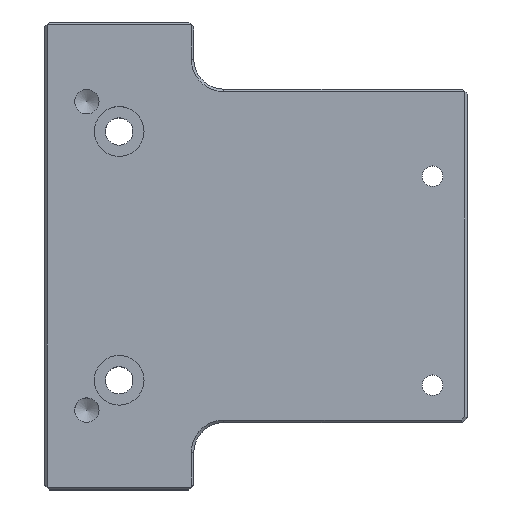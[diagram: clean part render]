
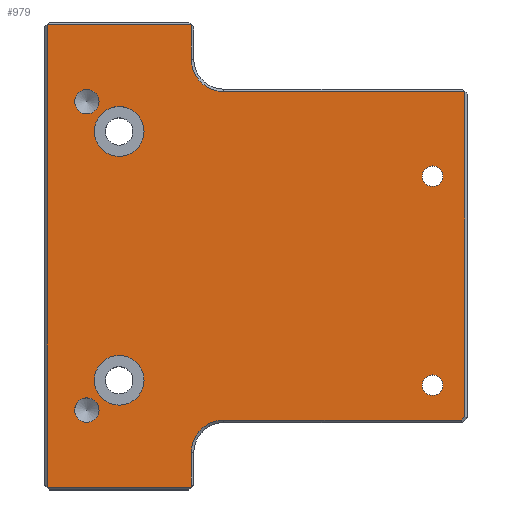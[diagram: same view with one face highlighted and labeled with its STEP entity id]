
A CAD part, top view. The second image highlights one B-rep face of the part: STEP entity #979.
In plain terms, the highlighted planar face has unit normal (0, 0, 1).
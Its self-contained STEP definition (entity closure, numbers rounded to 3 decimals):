
#38=LINE('',#1308,#102);
#39=LINE('',#1311,#103);
#40=LINE('',#1313,#104);
#41=LINE('',#1315,#105);
#42=LINE('',#1317,#106);
#43=LINE('',#1321,#107);
#44=LINE('',#1323,#108);
#45=LINE('',#1325,#109);
#46=LINE('',#1327,#110);
#102=VECTOR('',#1110,1000.);
#103=VECTOR('',#1111,1000.);
#104=VECTOR('',#1112,1000.);
#105=VECTOR('',#1113,1000.);
#106=VECTOR('',#1114,1000.);
#107=VECTOR('',#1117,1000.);
#108=VECTOR('',#1118,1000.);
#109=VECTOR('',#1119,1000.);
#110=VECTOR('',#1120,1000.);
#166=ORIENTED_EDGE('',*,*,#342,.T.);
#167=ORIENTED_EDGE('',*,*,#343,.T.);
#168=ORIENTED_EDGE('',*,*,#344,.T.);
#169=ORIENTED_EDGE('',*,*,#345,.T.);
#170=ORIENTED_EDGE('',*,*,#346,.T.);
#171=ORIENTED_EDGE('',*,*,#347,.T.);
#172=ORIENTED_EDGE('',*,*,#348,.T.);
#173=ORIENTED_EDGE('',*,*,#349,.T.);
#174=ORIENTED_EDGE('',*,*,#350,.T.);
#175=ORIENTED_EDGE('',*,*,#351,.T.);
#176=ORIENTED_EDGE('',*,*,#352,.T.);
#177=ORIENTED_EDGE('',*,*,#353,.T.);
#178=ORIENTED_EDGE('',*,*,#354,.T.);
#179=ORIENTED_EDGE('',*,*,#355,.T.);
#180=ORIENTED_EDGE('',*,*,#356,.T.);
#181=ORIENTED_EDGE('',*,*,#357,.T.);
#182=ORIENTED_EDGE('',*,*,#358,.T.);
#342=EDGE_CURVE('',#430,#430,#493,.T.);
#343=EDGE_CURVE('',#431,#431,#494,.T.);
#344=EDGE_CURVE('',#432,#432,#495,.T.);
#345=EDGE_CURVE('',#433,#433,#496,.T.);
#346=EDGE_CURVE('',#434,#434,#497,.T.);
#347=EDGE_CURVE('',#435,#435,#498,.T.);
#348=EDGE_CURVE('',#436,#437,#38,.T.);
#349=EDGE_CURVE('',#437,#438,#39,.T.);
#350=EDGE_CURVE('',#438,#439,#40,.T.);
#351=EDGE_CURVE('',#439,#440,#41,.T.);
#352=EDGE_CURVE('',#440,#441,#42,.T.);
#353=EDGE_CURVE('',#441,#442,#499,.F.);
#354=EDGE_CURVE('',#442,#443,#43,.T.);
#355=EDGE_CURVE('',#443,#444,#44,.T.);
#356=EDGE_CURVE('',#444,#445,#45,.T.);
#357=EDGE_CURVE('',#445,#446,#46,.T.);
#358=EDGE_CURVE('',#446,#436,#500,.F.);
#430=VERTEX_POINT('',#1297);
#431=VERTEX_POINT('',#1299);
#432=VERTEX_POINT('',#1301);
#433=VERTEX_POINT('',#1303);
#434=VERTEX_POINT('',#1305);
#435=VERTEX_POINT('',#1307);
#436=VERTEX_POINT('',#1309);
#437=VERTEX_POINT('',#1310);
#438=VERTEX_POINT('',#1312);
#439=VERTEX_POINT('',#1314);
#440=VERTEX_POINT('',#1316);
#441=VERTEX_POINT('',#1318);
#442=VERTEX_POINT('',#1320);
#443=VERTEX_POINT('',#1322);
#444=VERTEX_POINT('',#1324);
#445=VERTEX_POINT('',#1326);
#446=VERTEX_POINT('',#1328);
#493=CIRCLE('',#1028,5.);
#494=CIRCLE('',#1029,5.);
#495=CIRCLE('',#1030,2.067);
#496=CIRCLE('',#1031,2.067);
#497=CIRCLE('',#1032,2.459);
#498=CIRCLE('',#1033,2.459);
#499=CIRCLE('',#1034,6.5);
#500=CIRCLE('',#1035,6.5);
#517=EDGE_LOOP('',(#166));
#518=EDGE_LOOP('',(#167));
#519=EDGE_LOOP('',(#168));
#520=EDGE_LOOP('',(#169));
#521=EDGE_LOOP('',(#170));
#522=EDGE_LOOP('',(#171));
#523=EDGE_LOOP('',(#172,#173,#174,#175,#176,#177,#178,#179,#180,#181,#182));
#582=FACE_BOUND('',#517,.T.);
#583=FACE_BOUND('',#518,.T.);
#584=FACE_BOUND('',#519,.T.);
#585=FACE_BOUND('',#520,.T.);
#586=FACE_BOUND('',#521,.T.);
#587=FACE_BOUND('',#522,.T.);
#588=FACE_BOUND('',#523,.T.);
#649=PLANE('',#1027);
#979=ADVANCED_FACE('',(#582,#583,#584,#585,#586,#587,#588),#649,.T.);
#1027=AXIS2_PLACEMENT_3D('',#1295,#1096,#1097);
#1028=AXIS2_PLACEMENT_3D('',#1296,#1098,#1099);
#1029=AXIS2_PLACEMENT_3D('',#1298,#1100,#1101);
#1030=AXIS2_PLACEMENT_3D('',#1300,#1102,#1103);
#1031=AXIS2_PLACEMENT_3D('',#1302,#1104,#1105);
#1032=AXIS2_PLACEMENT_3D('',#1304,#1106,#1107);
#1033=AXIS2_PLACEMENT_3D('',#1306,#1108,#1109);
#1034=AXIS2_PLACEMENT_3D('',#1319,#1115,#1116);
#1035=AXIS2_PLACEMENT_3D('',#1329,#1121,#1122);
#1096=DIRECTION('',(0.,0.,1.));
#1097=DIRECTION('',(1.,0.,0.));
#1098=DIRECTION('',(0.,0.,-1.));
#1099=DIRECTION('',(0.,-1.,0.));
#1100=DIRECTION('',(0.,0.,-1.));
#1101=DIRECTION('',(0.,-1.,0.));
#1102=DIRECTION('',(0.,0.,-1.));
#1103=DIRECTION('',(0.,-1.,0.));
#1104=DIRECTION('',(0.,0.,-1.));
#1105=DIRECTION('',(0.,-1.,0.));
#1106=DIRECTION('',(0.,0.,-1.));
#1107=DIRECTION('',(0.,-1.,0.));
#1108=DIRECTION('',(0.,0.,-1.));
#1109=DIRECTION('',(0.,-1.,0.));
#1110=DIRECTION('',(0.,1.,0.));
#1111=DIRECTION('',(-1.,0.,0.));
#1112=DIRECTION('',(0.,-1.,0.));
#1113=DIRECTION('',(1.,0.,0.));
#1114=DIRECTION('',(0.,1.,0.));
#1115=DIRECTION('',(0.,0.,1.));
#1116=DIRECTION('',(1.,0.,0.));
#1117=DIRECTION('',(1.,0.,0.));
#1118=DIRECTION('',(0.707,0.707,0.));
#1119=DIRECTION('',(0.,1.,0.));
#1120=DIRECTION('',(-1.,0.,0.));
#1121=DIRECTION('',(0.,0.,1.));
#1122=DIRECTION('',(1.,0.,0.));
#1295=CARTESIAN_POINT('',(-15.,-47.,32.5));
#1296=CARTESIAN_POINT('',(0.,25.,32.5));
#1297=CARTESIAN_POINT('',(0.,20.,32.5));
#1298=CARTESIAN_POINT('',(0.,-25.,32.5));
#1299=CARTESIAN_POINT('',(0.,-30.,32.5));
#1300=CARTESIAN_POINT('',(63.,-26.,32.5));
#1301=CARTESIAN_POINT('',(63.,-28.067,32.5));
#1302=CARTESIAN_POINT('',(63.,16.,32.5));
#1303=CARTESIAN_POINT('',(63.,13.933,32.5));
#1304=CARTESIAN_POINT('',(-6.5,31.,32.5));
#1305=CARTESIAN_POINT('',(-6.5,28.542,32.5));
#1306=CARTESIAN_POINT('',(-6.5,-31.,32.5));
#1307=CARTESIAN_POINT('',(-6.5,-33.459,32.5));
#1308=CARTESIAN_POINT('',(14.5,-47.,32.5));
#1309=CARTESIAN_POINT('',(14.5,39.5,32.5));
#1310=CARTESIAN_POINT('',(14.5,46.5,32.5));
#1311=CARTESIAN_POINT('',(-15.,46.5,32.5));
#1312=CARTESIAN_POINT('',(-14.5,46.5,32.5));
#1313=CARTESIAN_POINT('',(-14.5,-47.,32.5));
#1314=CARTESIAN_POINT('',(-14.5,-46.5,32.5));
#1315=CARTESIAN_POINT('',(14.,-46.5,32.5));
#1316=CARTESIAN_POINT('',(14.5,-46.5,32.5));
#1317=CARTESIAN_POINT('',(14.5,-47.,32.5));
#1318=CARTESIAN_POINT('',(14.5,-39.5,32.5));
#1319=CARTESIAN_POINT('',(21.,-39.5,32.5));
#1320=CARTESIAN_POINT('',(21.,-33.,32.5));
#1321=CARTESIAN_POINT('',(69.,-33.,32.5));
#1322=CARTESIAN_POINT('',(68.793,-33.,32.5));
#1323=CARTESIAN_POINT('',(19.896,-81.896,32.5));
#1324=CARTESIAN_POINT('',(69.5,-32.293,32.5));
#1325=CARTESIAN_POINT('',(69.5,-47.,32.5));
#1326=CARTESIAN_POINT('',(69.5,33.,32.5));
#1327=CARTESIAN_POINT('',(21.,33.,32.5));
#1328=CARTESIAN_POINT('',(21.,33.,32.5));
#1329=CARTESIAN_POINT('',(21.,39.5,32.5));
